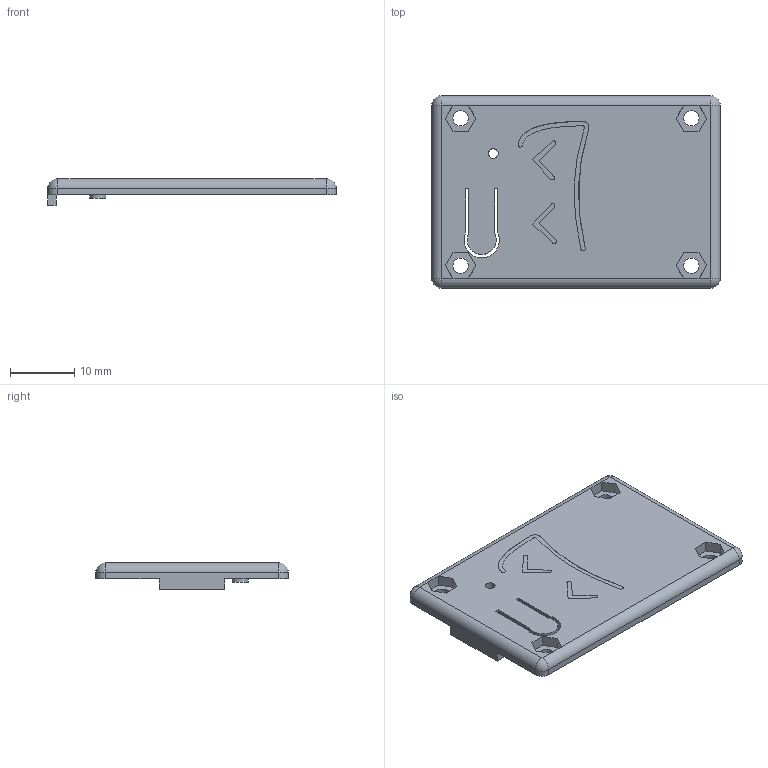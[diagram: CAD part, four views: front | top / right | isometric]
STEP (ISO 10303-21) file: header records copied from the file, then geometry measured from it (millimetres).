
FILE_DESCRIPTION(/* description */ (''),/* implementation_level */ '2;1');
FILE_NAME(/* name */ 'Smol-Lid.step',/* time_stamp */ '2025-12-06T13:33:51-05:00',/* author */ (''),/* organization */ (''),/* preprocessor_version */ 'ST-DEVELOPER v20.1',/* originating_system */ 'Autodesk Translation Framework v14.21.0.0',/* authorisation */ '');
FILE_SCHEMA (('AUTOMOTIVE_DESIGN { 1 0 10303 214 3 1 1 }'));
Length unit declared in the file: millimetre
Products named in the file (2): Smol-Slimes; Slime Logo
Assembly tree (1 placements, depth 2):
  Smol-Slimes
    Slime Logo
Bounding box: 45 x 30 x 4.1 mm (x, y, z)
Volume: 2779.9 mm3; surface area: 3502.8 mm2
Topology: 4 solids, 4 shells, 124 faces, 318 edges, 208 vertices
Faces by surface type: plane 80, cylinder 28, bspline 12, sphere 4
Full cylindrical faces by diameter (mm): 1.5 x1, 2.4 x4, 2.5 x1
Entity records: 4142 total; most frequent: CARTESIAN_POINT 1073, ORIENTED_EDGE 636, DIRECTION 588, EDGE_CURVE 318, LINE 230, VECTOR 230, VERTEX_POINT 208, AXIS2_PLACEMENT_3D 179
